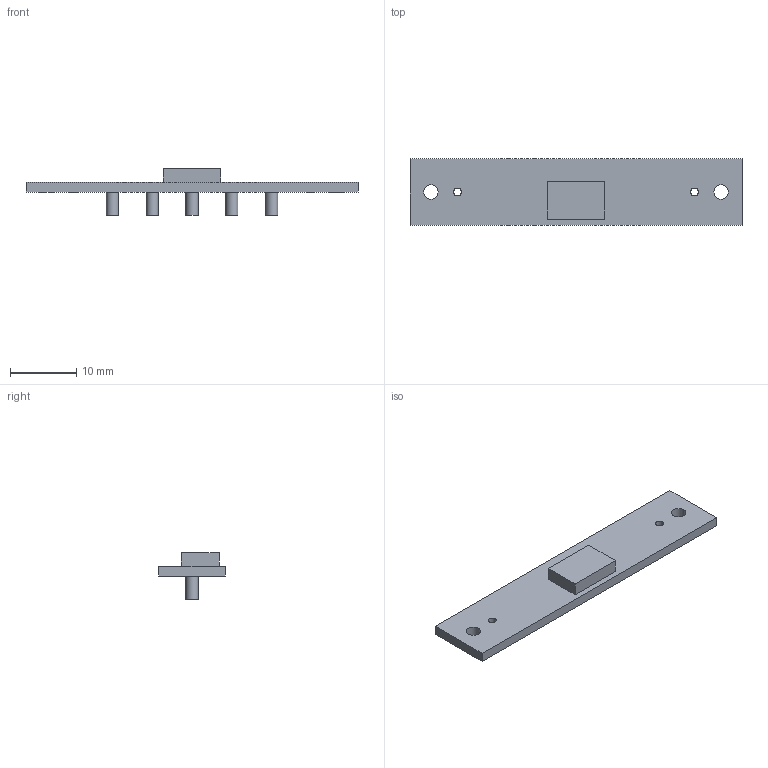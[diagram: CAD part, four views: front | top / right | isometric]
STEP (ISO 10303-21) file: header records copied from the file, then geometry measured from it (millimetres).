
FILE_DESCRIPTION(('Open CASCADE Model'),'2;1');
FILE_NAME('Open CASCADE Shape Model','2016-09-23T14:00:13',('Author'),( 'Open CASCADE'),'Open CASCADE STEP processor 6.8','Open CASCADE 6.8' ,'Unknown');
FILE_SCHEMA(('AUTOMOTIVE_DESIGN { 1 0 10303 214 1 1 1 1 }'));
Length unit declared in the file: millimetre
Products named in the file (12): PCB; Board; J1; 91701272; Extruded; P1; 1032276368; Cylinder; P2; P3; P4; P5
Assembly tree (15 placements, depth 4):
  PCB
    Board
    J1
      91701272
        Extruded
    P1
      1032276368
        Cylinder
    P2
      1032276368
        Cylinder
    P3
      1032276368
        Cylinder
    P4
      1032276368
        Cylinder
    P5
      1032276368
        Cylinder
Bounding box: 50 x 10 x 6.98 mm (x, y, z)
Volume: 875.5 mm3; surface area: 1473.2 mm2
Topology: 7 solids, 7 shells, 31 faces, 51 edges, 34 vertices
Faces by surface type: plane 22, cylinder 9
Full cylindrical faces by diameter (mm): 1.2 x2, 1.83 x5, 2.15 x2
Entity records: 1368 total; most frequent: CARTESIAN_POINT 286, DIRECTION 185, LINE 95, VECTOR 95, ORIENTED_EDGE 78, PCURVE 78, DEFINITIONAL_REPRESENTATION 78, AXIS2_PLACEMENT_3D 45
